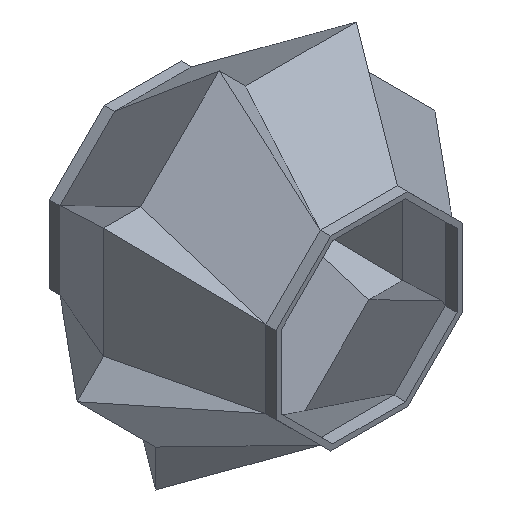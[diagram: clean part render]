
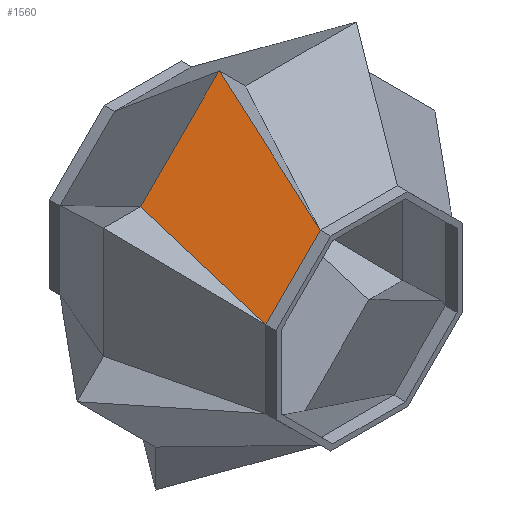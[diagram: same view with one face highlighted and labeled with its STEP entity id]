
A CAD part, isometric view. The second image highlights one B-rep face of the part: STEP entity #1560.
In plain terms, the highlighted planar face has unit normal (-0.612, -0.5, 0.612).
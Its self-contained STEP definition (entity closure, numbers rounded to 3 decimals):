
#112=FACE_OUTER_BOUND('',#212,.T.);
#212=EDGE_LOOP('',(#1356,#1357,#1358,#1359));
#355=LINE('',#2374,#563);
#387=LINE('',#2439,#595);
#420=LINE('',#2503,#628);
#421=LINE('',#2505,#629);
#563=VECTOR('',#1944,10.);
#595=VECTOR('',#2008,10.);
#628=VECTOR('',#2081,10.);
#629=VECTOR('',#2084,10.);
#713=VERTEX_POINT('',#2371);
#714=VERTEX_POINT('',#2373);
#728=VERTEX_POINT('',#2430);
#731=VERTEX_POINT('',#2438);
#883=EDGE_CURVE('',#713,#714,#355,.T.);
#915=EDGE_CURVE('',#728,#731,#387,.T.);
#948=EDGE_CURVE('',#714,#731,#420,.T.);
#949=EDGE_CURVE('',#728,#713,#421,.T.);
#1356=ORIENTED_EDGE('',*,*,#949,.F.);
#1357=ORIENTED_EDGE('',*,*,#915,.T.);
#1358=ORIENTED_EDGE('',*,*,#948,.F.);
#1359=ORIENTED_EDGE('',*,*,#883,.F.);
#1462=PLANE('',#1681);
#1560=ADVANCED_FACE('',(#112),#1462,.T.);
#1681=AXIS2_PLACEMENT_3D('',#2504,#2082,#2083);
#1944=DIRECTION('',(0.707,0.,0.707));
#2008=DIRECTION('',(0.707,0.,0.707));
#2081=DIRECTION('',(-0.013,-0.768,-0.64));
#2082=DIRECTION('center_axis',(-0.612,-0.5,0.612));
#2083=DIRECTION('ref_axis',(0.707,0.,0.707));
#2084=DIRECTION('',(-0.182,0.843,0.506));
#2371=CARTESIAN_POINT('',(-13.452,12.,11.71));
#2373=CARTESIAN_POINT('',(-4.301,12.,20.861));
#2374=CARTESIAN_POINT('',(-7.166,12.,17.996));
#2430=CARTESIAN_POINT('',(-10.864,0.,4.5));
#2438=CARTESIAN_POINT('',(-4.5,0.,10.864));
#2439=CARTESIAN_POINT('',(-10.864,0.,4.5));
#2503=CARTESIAN_POINT('',(-4.463,2.202,12.699));
#2504=CARTESIAN_POINT('Origin',(-7.582,6.,12.681));
#2505=CARTESIAN_POINT('',(-11.646,3.626,6.679));
